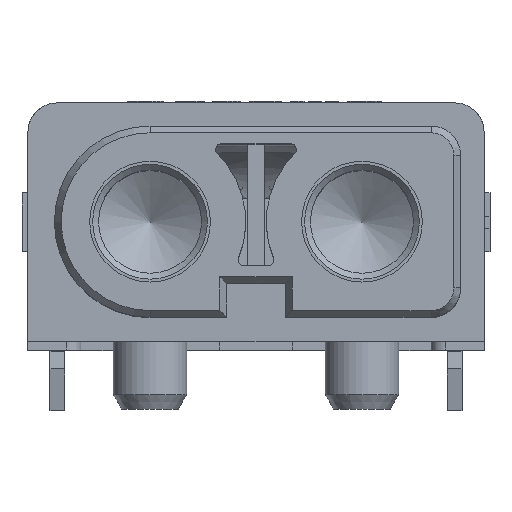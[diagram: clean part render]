
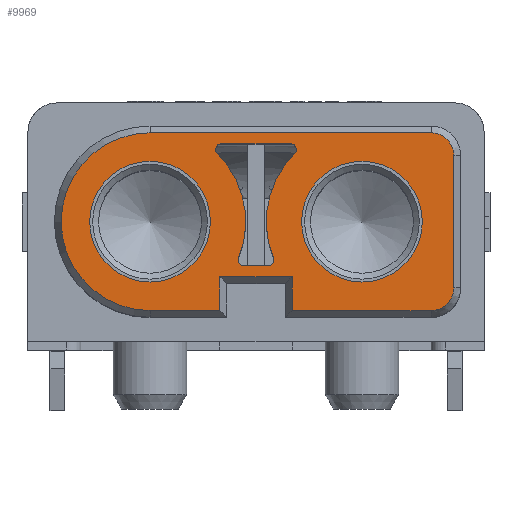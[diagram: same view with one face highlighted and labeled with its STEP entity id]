
A CAD part, top view. The second image highlights one B-rep face of the part: STEP entity #9969.
In plain terms, the highlighted planar face has unit normal (0, 0, 1).
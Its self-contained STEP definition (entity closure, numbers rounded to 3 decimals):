
#150=FACE_BOUND('',#1391,.T.);
#151=FACE_BOUND('',#1392,.T.);
#152=FACE_BOUND('',#1393,.T.);
#420=PLANE('',#10655);
#819=FACE_OUTER_BOUND('',#1390,.T.);
#1390=EDGE_LOOP('',(#7432,#7433,#7434,#7435,#7436,#7437,#7438,#7439,#7440,
#7441));
#1391=EDGE_LOOP('',(#7442));
#1392=EDGE_LOOP('',(#7443));
#1393=EDGE_LOOP('',(#7444,#7445,#7446,#7447,#7448,#7449,#7450,#7451));
#2075=LINE('',#14323,#3161);
#2193=LINE('',#14600,#3279);
#2194=LINE('',#14602,#3280);
#2195=LINE('',#14604,#3281);
#2196=LINE('',#14606,#3282);
#2197=LINE('',#14608,#3283);
#2198=LINE('',#14612,#3284);
#2199=LINE('',#14615,#3285);
#2200=LINE('',#14617,#3286);
#3161=VECTOR('',#11640,1000.);
#3279=VECTOR('',#11898,1000.);
#3280=VECTOR('',#11899,1000.);
#3281=VECTOR('',#11900,1000.);
#3282=VECTOR('',#11901,1000.);
#3283=VECTOR('',#11902,1000.);
#3284=VECTOR('',#11905,1000.);
#3285=VECTOR('',#11908,1000.);
#3286=VECTOR('',#11909,1000.);
#4063=CIRCLE('',#10484,3.25);
#4069=CIRCLE('',#10493,0.2);
#4071=CIRCLE('',#10496,0.2);
#4072=CIRCLE('',#10498,2.05);
#4073=CIRCLE('',#10500,2.05);
#4112=CIRCLE('',#10588,3.25);
#4132=CIRCLE('',#10656,3.019);
#4133=CIRCLE('',#10657,0.769);
#4134=CIRCLE('',#10658,0.769);
#4135=CIRCLE('',#10659,0.2);
#4136=CIRCLE('',#10660,0.2);
#4312=VERTEX_POINT('',#13818);
#4313=VERTEX_POINT('',#13820);
#4320=VERTEX_POINT('',#13839);
#4321=VERTEX_POINT('',#13841);
#4324=VERTEX_POINT('',#13848);
#4325=VERTEX_POINT('',#13850);
#4326=VERTEX_POINT('',#13854);
#4327=VERTEX_POINT('',#13858);
#4492=VERTEX_POINT('',#14322);
#4579=VERTEX_POINT('',#14596);
#4580=VERTEX_POINT('',#14597);
#4581=VERTEX_POINT('',#14599);
#4582=VERTEX_POINT('',#14601);
#4583=VERTEX_POINT('',#14603);
#4584=VERTEX_POINT('',#14605);
#4585=VERTEX_POINT('',#14607);
#4586=VERTEX_POINT('',#14609);
#4587=VERTEX_POINT('',#14611);
#4588=VERTEX_POINT('',#14613);
#4589=VERTEX_POINT('',#14616);
#5291=EDGE_CURVE('',#4312,#4313,#4063,.T.);
#5301=EDGE_CURVE('',#4321,#4320,#4069,.T.);
#5305=EDGE_CURVE('',#4325,#4324,#4071,.T.);
#5308=EDGE_CURVE('',#4326,#4326,#4072,.T.);
#5310=EDGE_CURVE('',#4327,#4327,#4073,.T.);
#5532=EDGE_CURVE('',#4492,#4321,#2075,.T.);
#5534=EDGE_CURVE('',#4325,#4320,#4112,.T.);
#5670=EDGE_CURVE('',#4579,#4580,#4132,.T.);
#5671=EDGE_CURVE('',#4580,#4581,#2193,.T.);
#5672=EDGE_CURVE('',#4581,#4582,#2194,.T.);
#5673=EDGE_CURVE('',#4582,#4583,#2195,.T.);
#5674=EDGE_CURVE('',#4583,#4584,#2196,.T.);
#5675=EDGE_CURVE('',#4584,#4585,#2197,.T.);
#5676=EDGE_CURVE('',#4585,#4586,#4133,.T.);
#5677=EDGE_CURVE('',#4586,#4587,#2198,.T.);
#5678=EDGE_CURVE('',#4587,#4588,#4134,.T.);
#5679=EDGE_CURVE('',#4588,#4579,#2199,.T.);
#5680=EDGE_CURVE('',#4324,#4589,#2200,.T.);
#5681=EDGE_CURVE('',#4589,#4313,#4135,.T.);
#5682=EDGE_CURVE('',#4312,#4492,#4136,.T.);
#7432=ORIENTED_EDGE('',*,*,#5670,.T.);
#7433=ORIENTED_EDGE('',*,*,#5671,.T.);
#7434=ORIENTED_EDGE('',*,*,#5672,.T.);
#7435=ORIENTED_EDGE('',*,*,#5673,.T.);
#7436=ORIENTED_EDGE('',*,*,#5674,.T.);
#7437=ORIENTED_EDGE('',*,*,#5675,.T.);
#7438=ORIENTED_EDGE('',*,*,#5676,.T.);
#7439=ORIENTED_EDGE('',*,*,#5677,.T.);
#7440=ORIENTED_EDGE('',*,*,#5678,.T.);
#7441=ORIENTED_EDGE('',*,*,#5679,.T.);
#7442=ORIENTED_EDGE('',*,*,#5308,.T.);
#7443=ORIENTED_EDGE('',*,*,#5310,.T.);
#7444=ORIENTED_EDGE('',*,*,#5301,.T.);
#7445=ORIENTED_EDGE('',*,*,#5534,.F.);
#7446=ORIENTED_EDGE('',*,*,#5305,.T.);
#7447=ORIENTED_EDGE('',*,*,#5680,.T.);
#7448=ORIENTED_EDGE('',*,*,#5681,.T.);
#7449=ORIENTED_EDGE('',*,*,#5291,.F.);
#7450=ORIENTED_EDGE('',*,*,#5682,.T.);
#7451=ORIENTED_EDGE('',*,*,#5532,.T.);
#9969=ADVANCED_FACE('',(#819,#150,#151,#152),#420,.T.);
#10484=AXIS2_PLACEMENT_3D('',#13821,#11246,#11247);
#10493=AXIS2_PLACEMENT_3D('',#13842,#11268,#11269);
#10496=AXIS2_PLACEMENT_3D('',#13851,#11276,#11277);
#10498=AXIS2_PLACEMENT_3D('',#13856,#11282,#11283);
#10500=AXIS2_PLACEMENT_3D('',#13860,#11287,#11288);
#10588=AXIS2_PLACEMENT_3D('',#14326,#11644,#11645);
#10655=AXIS2_PLACEMENT_3D('',#14595,#11894,#11895);
#10656=AXIS2_PLACEMENT_3D('',#14598,#11896,#11897);
#10657=AXIS2_PLACEMENT_3D('',#14610,#11903,#11904);
#10658=AXIS2_PLACEMENT_3D('',#14614,#11906,#11907);
#10659=AXIS2_PLACEMENT_3D('',#14618,#11910,#11911);
#10660=AXIS2_PLACEMENT_3D('',#14619,#11912,#11913);
#11246=DIRECTION('center_axis',(0.,0.,-1.));
#11247=DIRECTION('ref_axis',(1.,0.,0.));
#11268=DIRECTION('center_axis',(0.,0.,-1.));
#11269=DIRECTION('ref_axis',(1.,0.,0.));
#11276=DIRECTION('center_axis',(0.,0.,-1.));
#11277=DIRECTION('ref_axis',(1.,0.,0.));
#11282=DIRECTION('center_axis',(0.,0.,-1.));
#11283=DIRECTION('ref_axis',(1.,0.,0.));
#11287=DIRECTION('center_axis',(0.,0.,-1.));
#11288=DIRECTION('ref_axis',(1.,0.,0.));
#11640=DIRECTION('',(1.,0.,0.));
#11644=DIRECTION('center_axis',(0.,0.,-1.));
#11645=DIRECTION('ref_axis',(1.,0.,0.));
#11894=DIRECTION('center_axis',(0.,0.,1.));
#11895=DIRECTION('ref_axis',(1.,0.,0.));
#11896=DIRECTION('center_axis',(0.,0.,1.));
#11897=DIRECTION('ref_axis',(0.,1.,0.));
#11898=DIRECTION('',(1.,0.,0.));
#11899=DIRECTION('',(0.,1.,0.));
#11900=DIRECTION('',(1.,0.,0.));
#11901=DIRECTION('',(0.,-1.,0.));
#11902=DIRECTION('',(1.,0.,0.));
#11903=DIRECTION('center_axis',(0.,0.,1.));
#11904=DIRECTION('ref_axis',(0.,1.,0.));
#11905=DIRECTION('',(0.,1.,0.));
#11906=DIRECTION('center_axis',(0.,0.,1.));
#11907=DIRECTION('ref_axis',(0.,1.,0.));
#11908=DIRECTION('',(-1.,0.,0.));
#11909=DIRECTION('',(-1.,0.,0.));
#11910=DIRECTION('center_axis',(0.,0.,-1.));
#11911=DIRECTION('ref_axis',(1.,0.,0.));
#11912=DIRECTION('center_axis',(0.,0.,-1.));
#11913=DIRECTION('ref_axis',(1.,0.,0.));
#13818=CARTESIAN_POINT('',(-1.312,2.308,15.9));
#13820=CARTESIAN_POINT('',(-0.59,-1.225,15.9));
#13821=CARTESIAN_POINT('Origin',(-3.6,0.,15.9));
#13839=CARTESIAN_POINT('',(1.312,2.308,15.9));
#13841=CARTESIAN_POINT('',(1.171,2.65,15.9));
#13842=CARTESIAN_POINT('Origin',(1.171,2.45,15.9));
#13848=CARTESIAN_POINT('',(0.404,-1.5,15.9));
#13850=CARTESIAN_POINT('',(0.59,-1.225,15.9));
#13851=CARTESIAN_POINT('Origin',(0.404,-1.3,15.9));
#13854=CARTESIAN_POINT('',(1.55,0.,15.9));
#13856=CARTESIAN_POINT('Origin',(3.6,0.,15.9));
#13858=CARTESIAN_POINT('',(-5.65,0.,15.9));
#13860=CARTESIAN_POINT('Origin',(-3.6,0.,15.9));
#14322=CARTESIAN_POINT('',(-1.171,2.65,15.9));
#14323=CARTESIAN_POINT('',(-1.719,2.65,15.9));
#14326=CARTESIAN_POINT('Origin',(3.6,0.,15.9));
#14595=CARTESIAN_POINT('Origin',(5.95,-2.25,15.9));
#14596=CARTESIAN_POINT('',(-3.6,3.019,15.9));
#14597=CARTESIAN_POINT('',(-3.6,-3.019,15.9));
#14598=CARTESIAN_POINT('Origin',(-3.6,0.,15.9));
#14599=CARTESIAN_POINT('',(-1.231,-3.019,15.9));
#14600=CARTESIAN_POINT('',(5.95,-3.019,15.9));
#14601=CARTESIAN_POINT('',(-1.231,-1.869,15.9));
#14602=CARTESIAN_POINT('',(-1.231,-2.25,15.9));
#14603=CARTESIAN_POINT('',(1.231,-1.869,15.9));
#14604=CARTESIAN_POINT('',(5.95,-1.869,15.9));
#14605=CARTESIAN_POINT('',(1.231,-3.019,15.9));
#14606=CARTESIAN_POINT('',(1.231,-2.25,15.9));
#14607=CARTESIAN_POINT('',(5.95,-3.019,15.9));
#14608=CARTESIAN_POINT('',(5.95,-3.019,15.9));
#14609=CARTESIAN_POINT('',(6.719,-2.25,15.9));
#14610=CARTESIAN_POINT('Origin',(5.95,-2.25,15.9));
#14611=CARTESIAN_POINT('',(6.719,2.25,15.9));
#14612=CARTESIAN_POINT('',(6.719,-2.25,15.9));
#14613=CARTESIAN_POINT('',(5.95,3.019,15.9));
#14614=CARTESIAN_POINT('Origin',(5.95,2.25,15.9));
#14615=CARTESIAN_POINT('',(5.95,3.019,15.9));
#14616=CARTESIAN_POINT('',(-0.404,-1.5,15.9));
#14617=CARTESIAN_POINT('',(-0.717,-1.5,15.9));
#14618=CARTESIAN_POINT('Origin',(-0.404,-1.3,15.9));
#14619=CARTESIAN_POINT('Origin',(-1.171,2.45,15.9));
